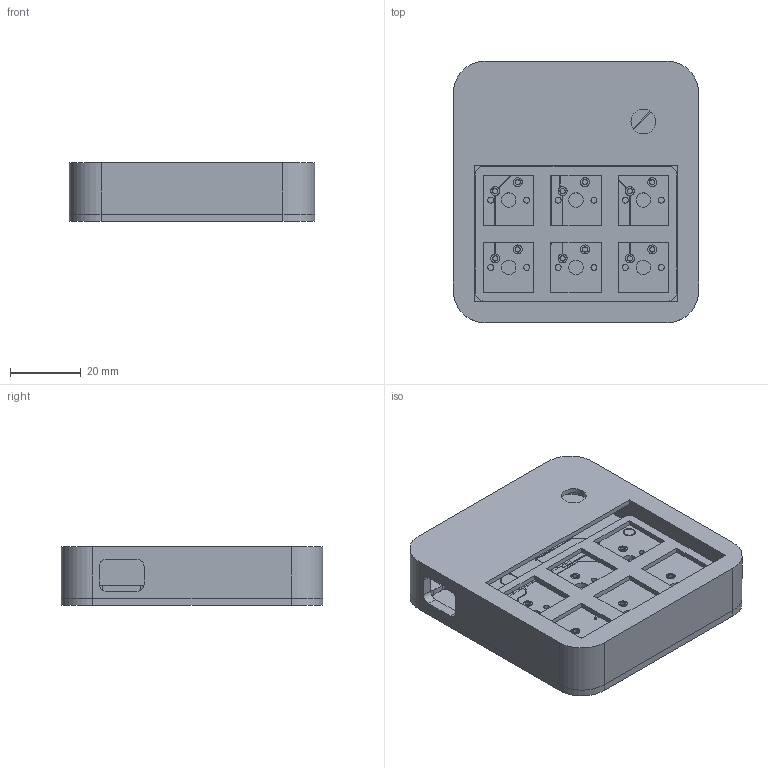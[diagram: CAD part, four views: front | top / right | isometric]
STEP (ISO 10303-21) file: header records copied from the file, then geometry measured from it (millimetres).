
FILE_DESCRIPTION(/* description */ (''),/* implementation_level */ '2;1');
FILE_NAME(/* name */ 'MACRO PAD SPLIT CASE v4.step',/* time_stamp */ '2024-02-05T19:18:03+11:00',/* author */ (''),/* organization */ (''),/* preprocessor_version */ 'ST-DEVELOPER v20',/* originating_system */ 'Autodesk Translation Framework v12.20.1.177',/* authorisation */ '');
FILE_SCHEMA (('AUTOMOTIVE_DESIGN { 1 0 10303 214 3 1 1 }'));
Length unit declared in the file: millimetre
Products named in the file (7): MACRO PAD SPLIT CASE; Macro Pad; Board; 1-copper; 16-copper; 1-soldermask; 16-soldermask
Assembly tree (6 placements, depth 3):
  MACRO PAD SPLIT CASE
    Macro Pad
      Board
      1-copper
      16-copper
      1-soldermask
      16-soldermask
Bounding box: 69.49 x 74.09 x 16.61 mm (x, y, z)
Volume: 31823.1 mm3; surface area: 54626.4 mm2
Topology: 162 solids, 162 shells, 1983 faces, 4912 edges, 3259 vertices
Faces by surface type: plane 1418, cylinder 553, torus 8, cone 4
Full cylindrical faces by diameter (mm): 0.28 x12, 0.35 x16, 0.93 x25, 1 x20, 1.43 x60, 1.5 x48, 1.7 x36, 1.73 x10, 1.8 x2, 2 x1, 3 x5, 3.5 x15, 4.1 x18, 6 x5, 7 x1
Entity records: 59768 total; most frequent: CARTESIAN_POINT 10303, DIRECTION 10009, ORIENTED_EDGE 9824, EDGE_CURVE 4912, LINE 3795, VECTOR 3795, VERTEX_POINT 3259, AXIS2_PLACEMENT_3D 3107
